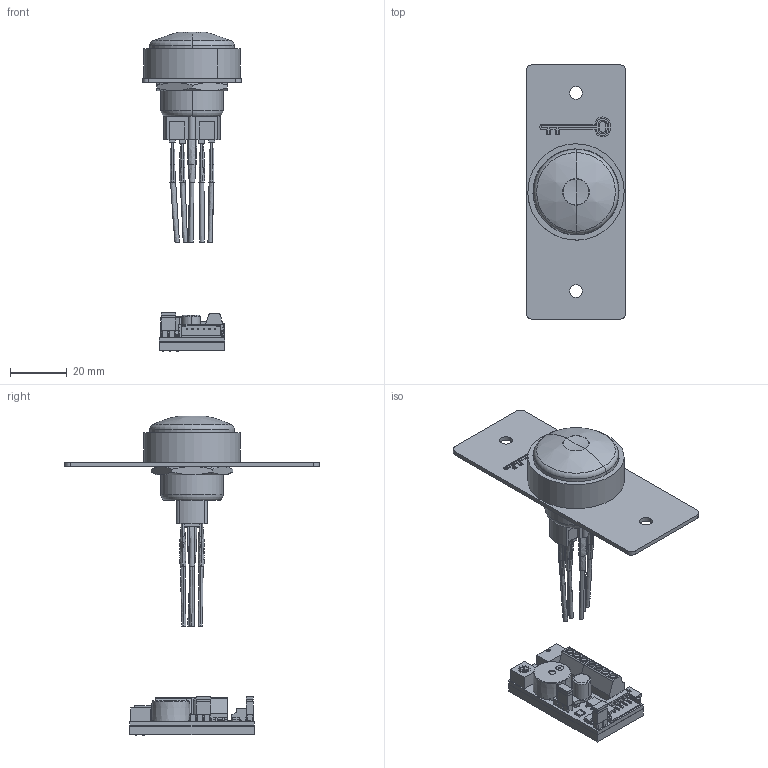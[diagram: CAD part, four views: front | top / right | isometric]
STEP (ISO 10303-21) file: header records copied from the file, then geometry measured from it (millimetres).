
FILE_DESCRIPTION (( 'STEP AP214' ), '1' );
FILE_NAME ('PB22M_BBL_KE.STEP', '2019-09-20T06:56:35', ( '' ), ( '' ), 'SwSTEP 2.0', 'SolidWorks 2017', '' );
FILE_SCHEMA (( 'AUTOMOTIVE_DESIGN' ));
Length unit declared in the file: millimetre
Products named in the file (27): EP0538-mkds_1-3-3.5_bk; BP-FACADE MODIF_MP0995-TAOD PLATE WITH KEY LOGO; EP0544-TRANSISTOR T3; EP0542-POTENTIOMETER; EP0548-PMR PB ASSEMBLY_SANS CONNECTEUR; EP0548-JUMPER 5.08; EP0370-BUZZER; EP0537-S6B-PH-SM4-TB; MP0987-PROTECTION RING; EP0546-DIODE BRIDGE; EP0549-PHR-6; EP0540-Header 2_54 Vertical 2x; EP0539-mkds_1-4-3.5_bk; EP0541-Header 2_54 Vertical 3x; FP0258-HEXAGONAL NUT M22; FILS NONC+-^EP0548-PMR PB ASSEMBLY; PB22M_BBL_KE; EP0536-PCB; DOC0047-INSTRUCTION NOTICE^AS0235-TOAD ASSEMBLY; EP0547-CMS CAPACITOR; EP0532-MUSHROOM PB22; EP0545-RESISTOR 2201; LB0240-LABEL^AS0235-TOAD ASSEMBLY; PP0356-INSULATING FOAM; EP0495-Diod S1G; PCB0070-PCB; EP0543-CMS RELAY 2A
Assembly tree (25 placements, depth 3):
  EP0549-PHR-6
  PB22M_BBL_KE
    BP-FACADE MODIF_MP0995-TAOD PLATE WITH KEY LOGO
    EP0548-PMR PB ASSEMBLY_SANS CONNECTEUR
      EP0532-MUSHROOM PB22
      FP0258-HEXAGONAL NUT M22
      FILS NONC+-^EP0548-PMR PB ASSEMBLY
      MP0987-PROTECTION RING
    PCB0070-PCB
      EP0536-PCB
      EP0537-S6B-PH-SM4-TB
      EP0538-mkds_1-3-3.5_bk
      EP0539-mkds_1-4-3.5_bk
      EP0370-BUZZER
      EP0540-Header 2_54 Vertical 2x
      EP0541-Header 2_54 Vertical 3x
      EP0542-POTENTIOMETER
      EP0543-CMS RELAY 2A
      EP0495-Diod S1G  x2
      EP0544-TRANSISTOR T3
      EP0545-RESISTOR 2201
      EP0546-DIODE BRIDGE
      EP0547-CMS CAPACITOR
      EP0548-JUMPER 5.08  x2
    PP0356-INSULATING FOAM
  DOC0047-INSTRUCTION NOTICE^AS0235-TOAD ASSEMBLY
  LB0240-LABEL^AS0235-TOAD ASSEMBLY
Bounding box: 35 x 90 x 112.95 mm (x, y, z)
Volume: 30158.3 mm3; surface area: 28645 mm2
Topology: 56 solids, 56 shells, 1586 faces, 4026 edges, 2627 vertices
Faces by surface type: plane 1206, cylinder 313, bspline 39, sphere 12, cone 8, torus 8
Entity records: 59108 total; most frequent: CARTESIAN_POINT 13843, ORIENTED_EDGE 7728, DIRECTION 7465, EDGE_CURVE 3864, VECTOR 3061, LINE 3061, VERTEX_POINT 2527, AXIS2_PLACEMENT_3D 2202
